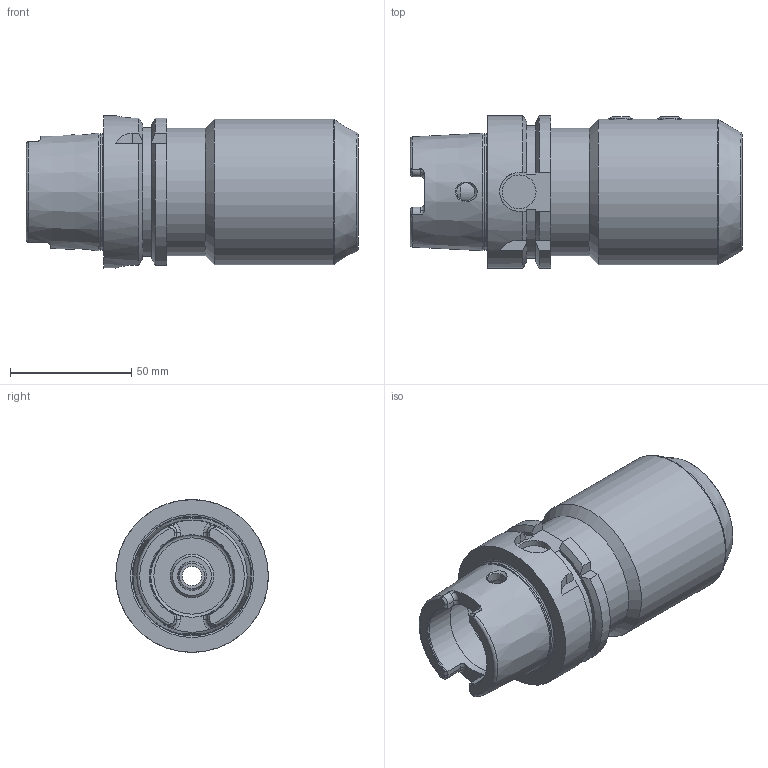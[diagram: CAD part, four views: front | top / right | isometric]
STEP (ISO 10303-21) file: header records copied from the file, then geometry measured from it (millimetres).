
FILE_DESCRIPTION((''),'2;1');
FILE_NAME('542075132105-3D.stp','2020-07-08T11:00:35',('nttooll'),(''),'Autodesk Inventor 2012','Autodesk Inventor 2012','');
FILE_SCHEMA(('AUTOMOTIVE_DESIGN { 1 0 10303 214 1 1 1 1 }'));
Length unit declared in the file: millimetre
Products named in the file (1): 542075132105-3D
Bounding box: 137 x 63 x 63 mm (x, y, z)
Volume: 230076.4 mm3; surface area: 45991 mm2
Topology: 1 solids, 1 shells, 146 faces, 369 edges, 231 vertices
Faces by surface type: plane 53, cylinder 43, cone 33, torus 17
Full cylindrical faces by diameter (mm): 5 x2, 5.774 x2, 7.5 x2, 8 x1, 10 x2, 11.3 x1, 12 x1, 14 x1, 18 x1, 32 x1, 32.4 x1, 34 x1, 34.5 x1, 40 x1, 48 x1, 52.5 x1, 60 x1, 63 x1
Entity records: 4412 total; most frequent: CARTESIAN_POINT 1203, DIRECTION 668, ORIENTED_EDGE 608, EDGE_CURVE 304, AXIS2_PLACEMENT_3D 281, VERTEX_POINT 216, EDGE_LOOP 208, FACE_OUTER_BOUND 146
